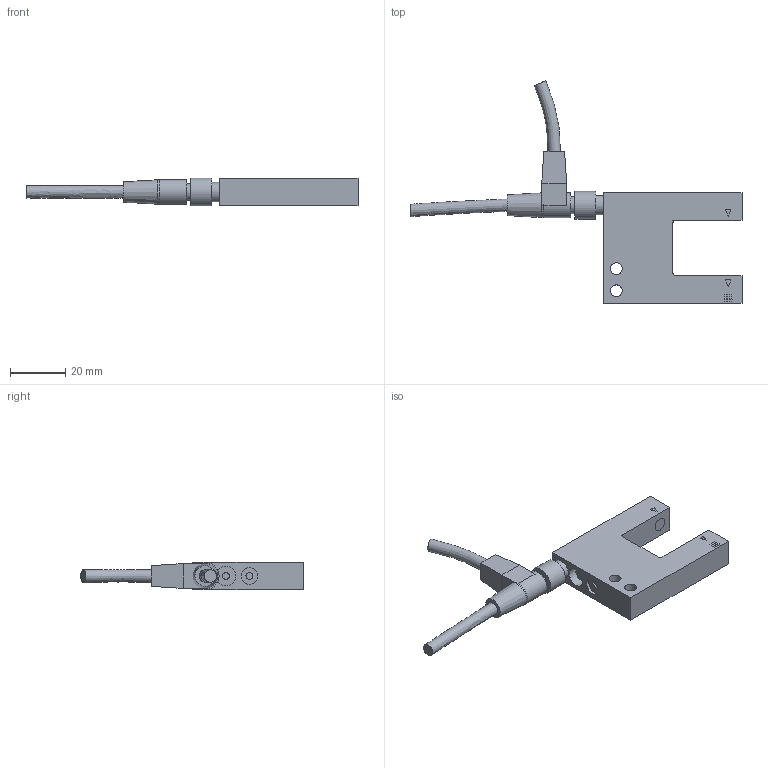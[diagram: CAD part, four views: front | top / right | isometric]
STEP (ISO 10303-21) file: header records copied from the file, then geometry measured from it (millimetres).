
FILE_DESCRIPTION(/* description */ (''),/* implementation_level */ '2;1');
FILE_NAME(/* name */ 'OGU_020.stp',/* time_stamp */ '2015-07-22T13:24:20+02:00',/* author */ ('lck'),/* organization */ (''),/* preprocessor_version */ 'ST-DEVELOPER v15.6',/* originating_system */ 'Autodesk Inventor 2015',/* authorisation */ '');
FILE_SCHEMA (('AUTOMOTIVE_DESIGN { 1 0 10303 214 3 1 1 }'));
Length unit declared in the file: millimetre
Products named in the file (5): OGU 020_021; Steckeranschlu݀; Stecker_gerade; Stecker_abgewinkelt; OGU_020
Assembly tree (4 placements, depth 2):
  OGU_020
    OGU 020_021
    Steckeranschlu݀
    Stecker_gerade
    Stecker_abgewinkelt
Bounding box: 120.21 x 80.59 x 10 mm (x, y, z)
Volume: 20352.9 mm3; surface area: 9242.5 mm2
Topology: 4 solids, 4 shells, 130 faces, 280 edges, 185 vertices
Faces by surface type: plane 105, cylinder 21, cone 2, bspline 2
Full cylindrical faces by diameter (mm): 2.5 x2, 3 x1, 4.3 x2, 5 x2, 6 x3, 6.5 x1, 7 x2, 8 x1, 9 x2, 10 x2
Entity records: 3726 total; most frequent: CARTESIAN_POINT 798, DIRECTION 576, ORIENTED_EDGE 518, EDGE_CURVE 259, LINE 206, VECTOR 206, AXIS2_PLACEMENT_3D 185, VERTEX_POINT 184
